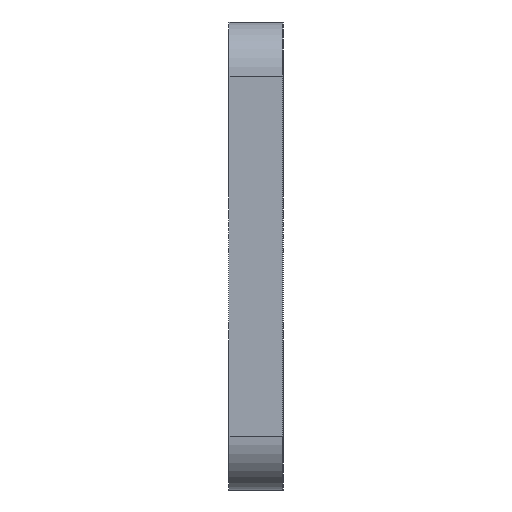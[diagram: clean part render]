
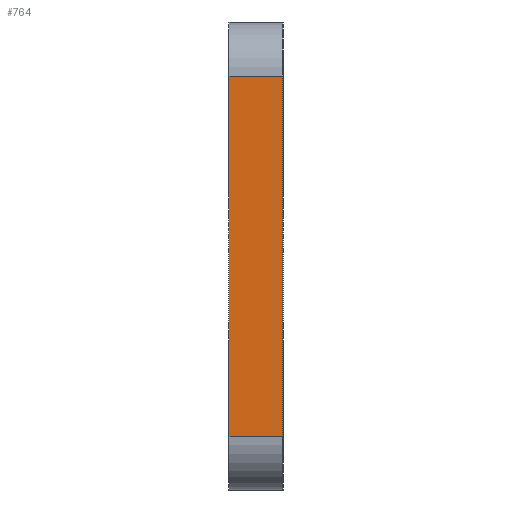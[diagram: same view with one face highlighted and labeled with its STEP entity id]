
A CAD part, left-side view. The second image highlights one B-rep face of the part: STEP entity #764.
In plain terms, the highlighted planar face has unit normal (-1, 0, 0).
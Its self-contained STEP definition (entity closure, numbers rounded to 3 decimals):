
#8 = CARTESIAN_POINT ( 'NONE',  ( -156., 6., 20. ) ) ;
#16 = CARTESIAN_POINT ( 'NONE',  ( -156., 0., 0. ) ) ;
#31 = DIRECTION ( 'NONE',  ( 0., 1., 0. ) ) ;
#36 = VECTOR ( 'NONE', #1434, 1000. ) ;
#37 = VERTEX_POINT ( 'NONE', #1138 ) ;
#55 = VECTOR ( 'NONE', #296, 1000. ) ;
#130 = DIRECTION ( 'NONE',  ( 0., 0., 1. ) ) ;
#212 = FACE_OUTER_BOUND ( 'NONE', #983, .T. ) ;
#296 = DIRECTION ( 'NONE',  ( 0., 1., 0. ) ) ;
#303 = VERTEX_POINT ( 'NONE', #1323 ) ;
#506 = VECTOR ( 'NONE', #31, 1000. ) ;
#561 = VERTEX_POINT ( 'NONE', #1425 ) ;
#594 = ORIENTED_EDGE ( 'NONE', *, *, #1207, .T. ) ;
#666 = PLANE ( 'NONE',  #1450 ) ;
#684 = DIRECTION ( 'NONE',  ( 0., 0., -1. ) ) ;
#764 = ADVANCED_FACE ( 'NONE', ( #212 ), #666, .F. ) ;
#914 = EDGE_CURVE ( 'NONE', #303, #561, #1226, .T. ) ;
#982 = CARTESIAN_POINT ( 'NONE',  ( -156., 6., 0. ) ) ;
#983 = EDGE_LOOP ( 'NONE', ( #594, #1378, #1223, #1275 ) ) ;
#1010 = LINE ( 'NONE', #16, #1308 ) ;
#1041 = CARTESIAN_POINT ( 'NONE',  ( -156., 6., -20. ) ) ;
#1078 = LINE ( 'NONE', #1310, #55 ) ;
#1093 = LINE ( 'NONE', #982, #36 ) ;
#1103 = EDGE_CURVE ( 'NONE', #37, #1322, #1078, .T. ) ;
#1109 = CARTESIAN_POINT ( 'NONE',  ( -156., 6., 0. ) ) ;
#1138 = CARTESIAN_POINT ( 'NONE',  ( -156., 0., 20. ) ) ;
#1146 = EDGE_CURVE ( 'NONE', #561, #1322, #1093, .T. ) ;
#1207 = EDGE_CURVE ( 'NONE', #303, #37, #1010, .T. ) ;
#1223 = ORIENTED_EDGE ( 'NONE', *, *, #1146, .F. ) ;
#1226 = LINE ( 'NONE', #1041, #506 ) ;
#1232 = DIRECTION ( 'NONE',  ( 1., 0., 0. ) ) ;
#1275 = ORIENTED_EDGE ( 'NONE', *, *, #914, .F. ) ;
#1308 = VECTOR ( 'NONE', #130, 1000. ) ;
#1310 = CARTESIAN_POINT ( 'NONE',  ( -156., 6., 20. ) ) ;
#1322 = VERTEX_POINT ( 'NONE', #8 ) ;
#1323 = CARTESIAN_POINT ( 'NONE',  ( -156., 0., -20. ) ) ;
#1378 = ORIENTED_EDGE ( 'NONE', *, *, #1103, .T. ) ;
#1425 = CARTESIAN_POINT ( 'NONE',  ( -156., 6., -20. ) ) ;
#1434 = DIRECTION ( 'NONE',  ( 0., 0., 1. ) ) ;
#1450 = AXIS2_PLACEMENT_3D ( 'NONE', #1109, #1232, #684 ) ;
